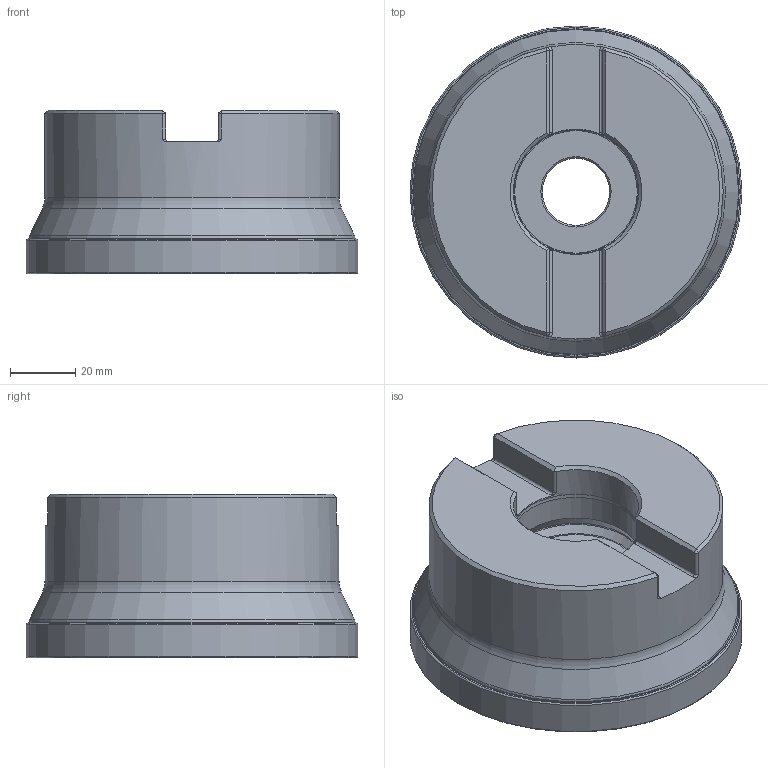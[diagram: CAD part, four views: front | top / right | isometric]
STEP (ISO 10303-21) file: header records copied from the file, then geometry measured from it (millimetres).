
FILE_DESCRIPTION(/* description */ (''),/* implementation_level */ '2;1');
FILE_NAME(/* name */ '202738234ndi000_00.stp',/* time_stamp */ '2019-12-04T10:34:51+01:00',/* author */ (''),/* organization */ (''),/* preprocessor_version */ 'ST-DEVELOPER v16.7',/* originating_system */ 'SIEMENS PLM Software NX 12.0',/* authorisation */ '');
FILE_SCHEMA (('AUTOMOTIVE_DESIGN { 1 0 10303 214 3 1 1 1 }'));
Length unit declared in the file: millimetre
Products named in the file (1): mp5418A4A6D7zanx
Bounding box: 101.49 x 101.49 x 50 mm (x, y, z)
Volume: 284105.6 mm3; surface area: 42764.2 mm2
Topology: 2 solids, 2 shells, 103 faces, 240 edges, 137 vertices
Faces by surface type: cylinder 28, cone 24, torus 19, revolution 16, plane 16
Full cylindrical faces by diameter (mm): 20.5 x1, 36 x1, 38.108 x1, 38.3 x1, 90 x1, 99.665 x1
Entity records: 2941 total; most frequent: CARTESIAN_POINT 830, DIRECTION 440, ORIENTED_EDGE 356, AXIS2_PLACEMENT_3D 190, EDGE_CURVE 178, EDGE_LOOP 156, VERTEX_POINT 128, FACE_BOUND 106
